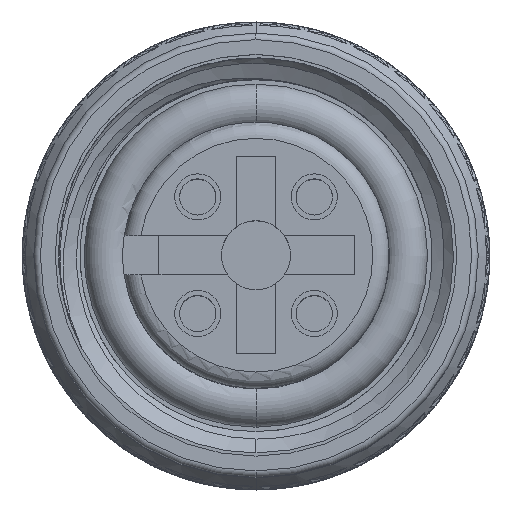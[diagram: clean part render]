
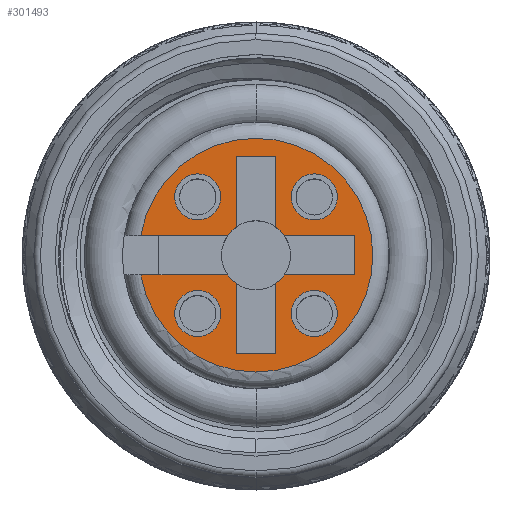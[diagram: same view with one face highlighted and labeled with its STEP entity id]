
A CAD part, top view. The second image highlights one B-rep face of the part: STEP entity #301493.
In plain terms, the highlighted planar face has unit normal (0, 0, 1).
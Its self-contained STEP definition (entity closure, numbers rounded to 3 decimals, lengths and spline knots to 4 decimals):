
#58793=DIRECTION('',(1.,0.,0.));
#58794=VECTOR('',#58793,2.6372);
#58795=CARTESIAN_POINT('',(-3.4989,0.6,15.6141));
#58796=LINE('',#58795,#58794);
#58925=CARTESIAN_POINT('',(0.,0.,15.6141));
#58926=DIRECTION('',(0.,0.,1.));
#58927=DIRECTION('',(-0.821,-0.571,0.));
#58928=AXIS2_PLACEMENT_3D('',#58925,#58926,#58927);
#58930=DIRECTION('',(0.,-1.,0.));
#58931=VECTOR('',#58930,2.1383);
#58932=CARTESIAN_POINT('',(-0.6,-0.8617,15.6141));
#58933=LINE('',#58932,#58931);
#58934=DIRECTION('',(1.,0.,0.));
#58935=VECTOR('',#58934,1.2);
#58936=CARTESIAN_POINT('',(-0.6,-3.,15.6141));
#58937=LINE('',#58936,#58935);
#58938=DIRECTION('',(0.,1.,0.));
#58939=VECTOR('',#58938,2.1383);
#58940=CARTESIAN_POINT('',(0.6,-3.,15.6141));
#58941=LINE('',#58940,#58939);
#58942=CARTESIAN_POINT('',(0.,0.,15.6141));
#58943=DIRECTION('',(0.,0.,1.));
#58944=DIRECTION('',(0.571,-0.821,0.));
#58945=AXIS2_PLACEMENT_3D('',#58942,#58943,#58944);
#58947=DIRECTION('',(1.,0.,0.));
#58948=VECTOR('',#58947,2.1383);
#58949=CARTESIAN_POINT('',(0.8617,-0.6,15.6141));
#58950=LINE('',#58949,#58948);
#58951=DIRECTION('',(0.,1.,0.));
#58952=VECTOR('',#58951,1.2);
#58953=CARTESIAN_POINT('',(3.,-0.6,15.6141));
#58954=LINE('',#58953,#58952);
#58955=DIRECTION('',(-1.,0.,0.));
#58956=VECTOR('',#58955,2.1383);
#58957=CARTESIAN_POINT('',(3.,0.6,15.6141));
#58958=LINE('',#58957,#58956);
#58959=CARTESIAN_POINT('',(0.,0.,15.6141));
#58960=DIRECTION('',(0.,0.,1.));
#58961=DIRECTION('',(0.821,0.571,0.));
#58962=AXIS2_PLACEMENT_3D('',#58959,#58960,#58961);
#58964=DIRECTION('',(0.,1.,0.));
#58965=VECTOR('',#58964,2.1383);
#58966=CARTESIAN_POINT('',(0.6,0.8617,15.6141));
#58967=LINE('',#58966,#58965);
#58968=DIRECTION('',(-1.,0.,0.));
#58969=VECTOR('',#58968,1.2);
#58970=CARTESIAN_POINT('',(0.6,3.,15.6141));
#58971=LINE('',#58970,#58969);
#58972=DIRECTION('',(0.,-1.,0.));
#58973=VECTOR('',#58972,2.1383);
#58974=CARTESIAN_POINT('',(-0.6,3.,15.6141));
#58975=LINE('',#58974,#58973);
#58976=CARTESIAN_POINT('',(0.,0.,15.6141));
#58977=DIRECTION('',(0.,0.,1.));
#58978=DIRECTION('',(-0.571,0.821,0.));
#58979=AXIS2_PLACEMENT_3D('',#58976,#58977,#58978);
#58981=CARTESIAN_POINT('',(-1.77,-1.77,15.6141));
#58982=DIRECTION('',(0.,0.,1.));
#58983=DIRECTION('',(0.,1.,0.));
#58984=AXIS2_PLACEMENT_3D('',#58981,#58982,#58983);
#58986=CARTESIAN_POINT('',(-1.77,-1.77,15.6141));
#58987=DIRECTION('',(0.,0.,1.));
#58988=DIRECTION('',(0.,-1.,0.));
#58989=AXIS2_PLACEMENT_3D('',#58986,#58987,#58988);
#58991=CARTESIAN_POINT('',(-1.77,1.77,15.6141));
#58992=DIRECTION('',(0.,0.,1.));
#58993=DIRECTION('',(0.,1.,0.));
#58994=AXIS2_PLACEMENT_3D('',#58991,#58992,#58993);
#58996=CARTESIAN_POINT('',(-1.77,1.77,15.6141));
#58997=DIRECTION('',(0.,0.,1.));
#58998=DIRECTION('',(0.,-1.,0.));
#58999=AXIS2_PLACEMENT_3D('',#58996,#58997,#58998);
#59001=CARTESIAN_POINT('',(1.77,1.77,15.6141));
#59002=DIRECTION('',(0.,0.,1.));
#59003=DIRECTION('',(0.,1.,0.));
#59004=AXIS2_PLACEMENT_3D('',#59001,#59002,#59003);
#59006=CARTESIAN_POINT('',(1.77,1.77,15.6141));
#59007=DIRECTION('',(0.,0.,1.));
#59008=DIRECTION('',(0.,-1.,0.));
#59009=AXIS2_PLACEMENT_3D('',#59006,#59007,#59008);
#59011=CARTESIAN_POINT('',(1.77,-1.77,15.6141));
#59012=DIRECTION('',(0.,0.,1.));
#59013=DIRECTION('',(0.,1.,0.));
#59014=AXIS2_PLACEMENT_3D('',#59011,#59012,#59013);
#59016=CARTESIAN_POINT('',(1.77,-1.77,15.6141));
#59017=DIRECTION('',(0.,0.,1.));
#59018=DIRECTION('',(0.,-1.,0.));
#59019=AXIS2_PLACEMENT_3D('',#59016,#59017,#59018);
#59026=CARTESIAN_POINT('',(-3.4989,-0.6,15.6141));
#59035=CARTESIAN_POINT('',(0.,0.,15.6141));
#59036=DIRECTION('',(0.,0.,1.));
#59037=DIRECTION('',(-0.986,-0.169,0.));
#59038=AXIS2_PLACEMENT_3D('',#59035,#59036,#59037);
#59047=CARTESIAN_POINT('',(-3.4989,0.6,15.6141));
#59062=DIRECTION('',(-1.,0.,0.));
#59063=VECTOR('',#59062,2.6372);
#59064=CARTESIAN_POINT('',(-0.8617,-0.6,15.6141));
#59065=LINE('',#59064,#59063);
#65084=CARTESIAN_POINT('',(-0.6,-3.,15.6141));
#65085=CARTESIAN_POINT('',(0.6,-3.,15.6141));
#65086=VERTEX_POINT('',#65084);
#65087=VERTEX_POINT('',#65085);
#65088=CARTESIAN_POINT('',(0.6,-0.8617,15.6141));
#65089=VERTEX_POINT('',#65088);
#65090=CARTESIAN_POINT('',(0.8617,-0.6,15.6141));
#65091=CARTESIAN_POINT('',(3.,-0.6,15.6141));
#65092=VERTEX_POINT('',#65090);
#65093=VERTEX_POINT('',#65091);
#65094=CARTESIAN_POINT('',(3.,0.6,15.6141));
#65095=VERTEX_POINT('',#65094);
#65096=CARTESIAN_POINT('',(0.8617,0.6,15.6141));
#65097=VERTEX_POINT('',#65096);
#65098=CARTESIAN_POINT('',(0.6,0.8617,15.6141));
#65099=CARTESIAN_POINT('',(0.6,3.,15.6141));
#65100=VERTEX_POINT('',#65098);
#65101=VERTEX_POINT('',#65099);
#65102=CARTESIAN_POINT('',(-0.6,3.,15.6141));
#65103=VERTEX_POINT('',#65102);
#65104=CARTESIAN_POINT('',(-0.6,0.8617,15.6141));
#65105=VERTEX_POINT('',#65104);
#65106=CARTESIAN_POINT('',(-0.6,-0.8617,15.6141));
#65107=VERTEX_POINT('',#65106);
#65120=CARTESIAN_POINT('',(-0.8617,0.6,15.6141));
#65121=VERTEX_POINT('',#65120);
#65122=CARTESIAN_POINT('',(-0.8617,-0.6,15.6141));
#65123=VERTEX_POINT('',#65122);
#65148=VERTEX_POINT('',#59047);
#65149=VERTEX_POINT('',#59026);
#65170=CARTESIAN_POINT('',(-1.77,-1.07,15.6141));
#65171=CARTESIAN_POINT('',(-1.77,-2.47,15.6141));
#65172=VERTEX_POINT('',#65170);
#65173=VERTEX_POINT('',#65171);
#65174=CARTESIAN_POINT('',(-1.77,2.47,15.6141));
#65175=CARTESIAN_POINT('',(-1.77,1.07,15.6141));
#65176=VERTEX_POINT('',#65174);
#65177=VERTEX_POINT('',#65175);
#65178=CARTESIAN_POINT('',(1.77,2.47,15.6141));
#65179=CARTESIAN_POINT('',(1.77,1.07,15.6141));
#65180=VERTEX_POINT('',#65178);
#65181=VERTEX_POINT('',#65179);
#65182=CARTESIAN_POINT('',(1.77,-1.07,15.6141));
#65183=CARTESIAN_POINT('',(1.77,-2.47,15.6141));
#65184=VERTEX_POINT('',#65182);
#65185=VERTEX_POINT('',#65183);
#301436=CARTESIAN_POINT('',(0.,0.,15.6141));
#301437=DIRECTION('',(0.,0.,1.));
#301438=DIRECTION('',(0.,1.,0.));
#301439=AXIS2_PLACEMENT_3D('',#301436,#301437,#301438);
#301440=PLANE('',#301439);
#301441=ORIENTED_EDGE('',*,*,#301283,.F.);
#301443=ORIENTED_EDGE('',*,*,#301442,.F.);
#301445=ORIENTED_EDGE('',*,*,#301444,.F.);
#301446=ORIENTED_EDGE('',*,*,#301372,.T.);
#301448=ORIENTED_EDGE('',*,*,#301447,.T.);
#301450=ORIENTED_EDGE('',*,*,#301449,.T.);
#301452=ORIENTED_EDGE('',*,*,#301451,.T.);
#301453=ORIENTED_EDGE('',*,*,#301405,.T.);
#301455=ORIENTED_EDGE('',*,*,#301454,.T.);
#301457=ORIENTED_EDGE('',*,*,#301456,.T.);
#301459=ORIENTED_EDGE('',*,*,#301458,.T.);
#301460=ORIENTED_EDGE('',*,*,#301398,.T.);
#301461=ORIENTED_EDGE('',*,*,#301427,.T.);
#301463=ORIENTED_EDGE('',*,*,#301462,.T.);
#301465=ORIENTED_EDGE('',*,*,#301464,.T.);
#301466=ORIENTED_EDGE('',*,*,#301378,.T.);
#301467=EDGE_LOOP('',(#301441,#301443,#301445,#301446,#301448,#301450,#301452,
#301453,#301455,#301457,#301459,#301460,#301461,#301463,#301465,#301466));
#301468=FACE_OUTER_BOUND('',#301467,.F.);
#301470=ORIENTED_EDGE('',*,*,#301469,.T.);
#301472=ORIENTED_EDGE('',*,*,#301471,.T.);
#301473=EDGE_LOOP('',(#301470,#301472));
#301474=FACE_BOUND('',#301473,.F.);
#301476=ORIENTED_EDGE('',*,*,#301475,.T.);
#301478=ORIENTED_EDGE('',*,*,#301477,.T.);
#301479=EDGE_LOOP('',(#301476,#301478));
#301480=FACE_BOUND('',#301479,.F.);
#301482=ORIENTED_EDGE('',*,*,#301481,.T.);
#301484=ORIENTED_EDGE('',*,*,#301483,.T.);
#301485=EDGE_LOOP('',(#301482,#301484));
#301486=FACE_BOUND('',#301485,.F.);
#301488=ORIENTED_EDGE('',*,*,#301487,.T.);
#301490=ORIENTED_EDGE('',*,*,#301489,.T.);
#301491=EDGE_LOOP('',(#301488,#301490));
#301492=FACE_BOUND('',#301491,.F.);
#301493=ADVANCED_FACE('',(#301468,#301474,#301480,#301486,#301492),#301440,.T.);
#58929=CIRCLE('',#58928,1.05);
#58946=CIRCLE('',#58945,1.05);
#58963=CIRCLE('',#58962,1.05);
#58980=CIRCLE('',#58979,1.05);
#58985=CIRCLE('',#58984,0.7);
#58990=CIRCLE('',#58989,0.7);
#58995=CIRCLE('',#58994,0.7);
#59000=CIRCLE('',#58999,0.7);
#59005=CIRCLE('',#59004,0.7);
#59010=CIRCLE('',#59009,0.7);
#59015=CIRCLE('',#59014,0.7);
#59020=CIRCLE('',#59019,0.7);
#59039=CIRCLE('',#59038,3.55);
#301283=EDGE_CURVE('',#65148,#65121,#58796,.T.);
#301372=EDGE_CURVE('',#65123,#65107,#58929,.T.);
#301378=EDGE_CURVE('',#65105,#65121,#58980,.T.);
#301398=EDGE_CURVE('',#65097,#65100,#58963,.T.);
#301405=EDGE_CURVE('',#65089,#65092,#58946,.T.);
#301427=EDGE_CURVE('',#65100,#65101,#58967,.T.);
#301442=EDGE_CURVE('',#65149,#65148,#59039,.T.);
#301444=EDGE_CURVE('',#65123,#65149,#59065,.T.);
#301447=EDGE_CURVE('',#65107,#65086,#58933,.T.);
#301449=EDGE_CURVE('',#65086,#65087,#58937,.T.);
#301451=EDGE_CURVE('',#65087,#65089,#58941,.T.);
#301454=EDGE_CURVE('',#65092,#65093,#58950,.T.);
#301456=EDGE_CURVE('',#65093,#65095,#58954,.T.);
#301458=EDGE_CURVE('',#65095,#65097,#58958,.T.);
#301462=EDGE_CURVE('',#65101,#65103,#58971,.T.);
#301464=EDGE_CURVE('',#65103,#65105,#58975,.T.);
#301469=EDGE_CURVE('',#65172,#65173,#58985,.T.);
#301471=EDGE_CURVE('',#65173,#65172,#58990,.T.);
#301475=EDGE_CURVE('',#65176,#65177,#58995,.T.);
#301477=EDGE_CURVE('',#65177,#65176,#59000,.T.);
#301481=EDGE_CURVE('',#65180,#65181,#59005,.T.);
#301483=EDGE_CURVE('',#65181,#65180,#59010,.T.);
#301487=EDGE_CURVE('',#65184,#65185,#59015,.T.);
#301489=EDGE_CURVE('',#65185,#65184,#59020,.T.);
